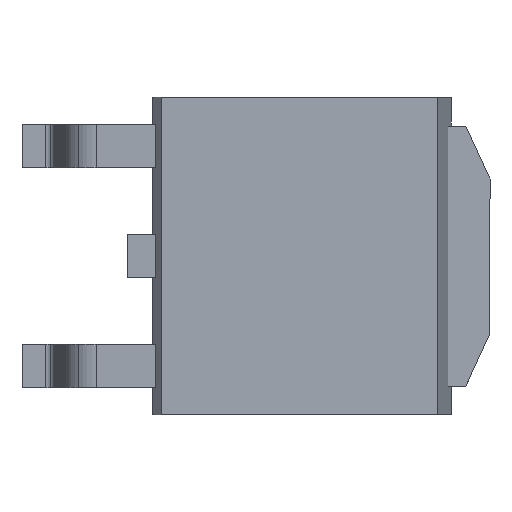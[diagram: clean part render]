
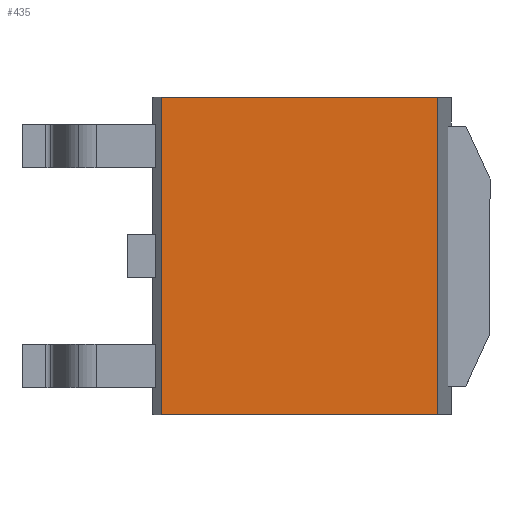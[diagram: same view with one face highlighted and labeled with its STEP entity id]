
A CAD part, top view. The second image highlights one B-rep face of the part: STEP entity #435.
In plain terms, the highlighted planar face has unit normal (0, 0, 1).
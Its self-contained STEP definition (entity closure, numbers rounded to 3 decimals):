
#372=CARTESIAN_POINT('',(-1.928,-3.3,2.4));
#373=VERTEX_POINT('',#372);
#380=CARTESIAN_POINT('',(-1.928,3.3,2.4));
#381=VERTEX_POINT('',#380);
#382=CARTESIAN_POINT('',(-1.928,3.3,2.4));
#383=DIRECTION('',(0.0,-1.0,0.0));
#384=VECTOR('',#383,6.6);
#385=LINE('',#382,#384);
#386=EDGE_CURVE('',#381,#373,#385,.T.);
#405=CARTESIAN_POINT('',(-2.215,3.63,2.4));
#406=DIRECTION('',(0.0,0.0,1.0));
#407=DIRECTION('',(1.0,0.0,0.0));
#408=AXIS2_PLACEMENT_3D('',#405,#406,#407);
#409=PLANE('',#408);
#410=CARTESIAN_POINT('',(3.805,-3.3,2.4));
#411=VERTEX_POINT('',#410);
#412=CARTESIAN_POINT('',(-1.928,-3.3,2.4));
#413=DIRECTION('',(1.0,0.0,0.0));
#414=VECTOR('',#413,5.733);
#415=LINE('',#412,#414);
#416=EDGE_CURVE('',#373,#411,#415,.T.);
#417=ORIENTED_EDGE('',*,*,#416,.T.);
#418=CARTESIAN_POINT('',(3.805,3.3,2.4));
#419=VERTEX_POINT('',#418);
#420=CARTESIAN_POINT('',(3.805,3.3,2.4));
#421=DIRECTION('',(0.0,-1.0,0.0));
#422=VECTOR('',#421,6.6);
#423=LINE('',#420,#422);
#424=EDGE_CURVE('',#419,#411,#423,.T.);
#425=ORIENTED_EDGE('',*,*,#424,.F.);
#426=CARTESIAN_POINT('',(3.805,3.3,2.4));
#427=DIRECTION('',(-1.0,0.0,0.0));
#428=VECTOR('',#427,5.733);
#429=LINE('',#426,#428);
#430=EDGE_CURVE('',#419,#381,#429,.T.);
#431=ORIENTED_EDGE('',*,*,#430,.T.);
#432=ORIENTED_EDGE('',*,*,#386,.T.);
#433=EDGE_LOOP('',(#417,#425,#431,#432));
#434=FACE_OUTER_BOUND('',#433,.T.);
#435=ADVANCED_FACE('',(#434),#409,.T.);
